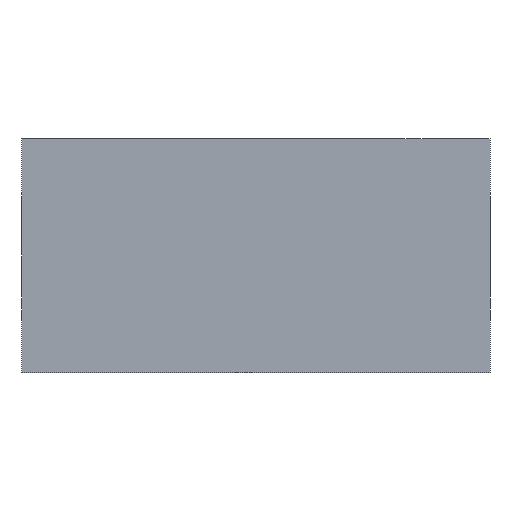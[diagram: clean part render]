
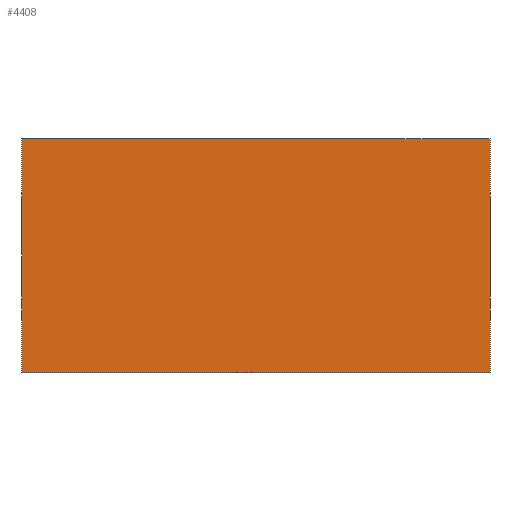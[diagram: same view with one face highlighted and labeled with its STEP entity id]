
A CAD part, front view. The second image highlights one B-rep face of the part: STEP entity #4408.
In plain terms, the highlighted planar face has unit normal (0, -1, 0).
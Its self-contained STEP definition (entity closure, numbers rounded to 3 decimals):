
#2 = VECTOR ( 'NONE', #4776, 1000. ) ;
#1148 = ORIENTED_EDGE ( 'NONE', *, *, #4198, .T. ) ;
#1302 = EDGE_LOOP ( 'NONE', ( #1940, #1884, #2034, #1148 ) ) ;
#1848 = DIRECTION ( 'NONE',  ( 0., 0., 1. ) ) ;
#1884 = ORIENTED_EDGE ( 'NONE', *, *, #4989, .F. ) ;
#1916 = CARTESIAN_POINT ( 'NONE',  ( -25., -14.55, 12.5 ) ) ;
#1937 = DIRECTION ( 'NONE',  ( 0., 1., 0. ) ) ;
#1940 = ORIENTED_EDGE ( 'NONE', *, *, #4189, .T. ) ;
#1943 = PLANE ( 'NONE',  #6136 ) ;
#1945 = FACE_OUTER_BOUND ( 'NONE', #1302, .T. ) ;
#2034 = ORIENTED_EDGE ( 'NONE', *, *, #4188, .F. ) ;
#2752 = VERTEX_POINT ( 'NONE', #3070 ) ;
#2764 = VERTEX_POINT ( 'NONE', #3170 ) ;
#2772 = VERTEX_POINT ( 'NONE', #3058 ) ;
#2775 = VERTEX_POINT ( 'NONE', #3213 ) ;
#3058 = CARTESIAN_POINT ( 'NONE',  ( -25., -14.55, -12.5 ) ) ;
#3070 = CARTESIAN_POINT ( 'NONE',  ( 25., -14.55, 12.5 ) ) ;
#3170 = CARTESIAN_POINT ( 'NONE',  ( -25., -14.55, 12.5 ) ) ;
#3213 = CARTESIAN_POINT ( 'NONE',  ( 25., -14.55, -12.5 ) ) ;
#4116 = LINE ( 'NONE', #4139, #5996 ) ;
#4139 = CARTESIAN_POINT ( 'NONE',  ( -25., -14.55, 12.5 ) ) ;
#4144 = DIRECTION ( 'NONE',  ( 1., 0., 0. ) ) ;
#4157 = CARTESIAN_POINT ( 'NONE',  ( -25., -14.55, -12.5 ) ) ;
#4159 = LINE ( 'NONE', #4157, #6006 ) ;
#4162 = DIRECTION ( 'NONE',  ( 1., 0., 0. ) ) ;
#4188 = EDGE_CURVE ( 'NONE', #2764, #2752, #4116, .T. ) ;
#4189 = EDGE_CURVE ( 'NONE', #2772, #2775, #4159, .T. ) ;
#4198 = EDGE_CURVE ( 'NONE', #2764, #2772, #4769, .T. ) ;
#4408 = ADVANCED_FACE ( 'NONE', ( #1945 ), #1943, .F. ) ;
#4769 = LINE ( 'NONE', #4772, #2 ) ;
#4772 = CARTESIAN_POINT ( 'NONE',  ( -25., -14.55, 12.5 ) ) ;
#4776 = DIRECTION ( 'NONE',  ( 0., 0., -1. ) ) ;
#4943 = VECTOR ( 'NONE', #5657, 1000. ) ;
#4989 = EDGE_CURVE ( 'NONE', #2752, #2775, #5651, .T. ) ;
#5634 = CARTESIAN_POINT ( 'NONE',  ( 25., -14.55, 12.5 ) ) ;
#5651 = LINE ( 'NONE', #5634, #4943 ) ;
#5657 = DIRECTION ( 'NONE',  ( 0., 0., -1. ) ) ;
#5996 = VECTOR ( 'NONE', #4162, 1000. ) ;
#6006 = VECTOR ( 'NONE', #4144, 1000. ) ;
#6136 = AXIS2_PLACEMENT_3D ( 'NONE', #1916, #1937, #1848 ) ;
